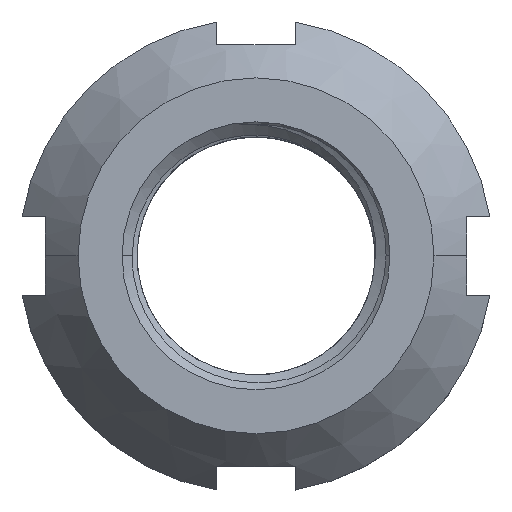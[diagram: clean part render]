
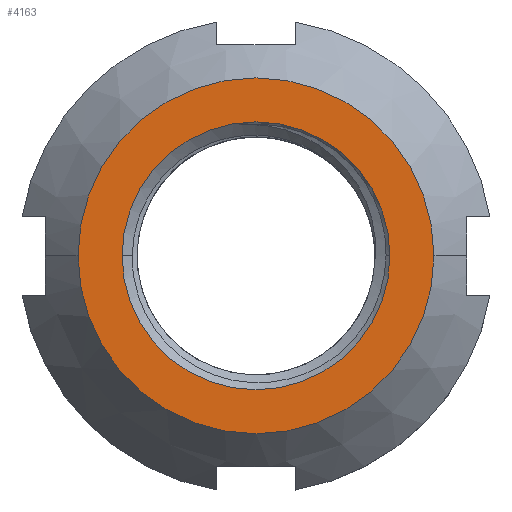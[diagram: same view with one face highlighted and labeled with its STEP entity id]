
A CAD part, top view. The second image highlights one B-rep face of the part: STEP entity #4163.
In plain terms, the highlighted planar face has unit normal (0, 0, 1).
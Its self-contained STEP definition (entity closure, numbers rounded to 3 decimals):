
#46 = CIRCLE ( 'NONE', #1286, 5.081 ) ;
#47 = VERTEX_POINT ( 'NONE', #2791 ) ;
#178 = FACE_BOUND ( 'NONE', #1461, .T. ) ;
#354 = DIRECTION ( 'NONE',  ( 0., 0., -1. ) ) ;
#427 = EDGE_CURVE ( 'NONE', #4360, #5119, #2024, .T. ) ;
#453 = CARTESIAN_POINT ( 'NONE',  ( 0., 5., 0. ) ) ;
#724 = DIRECTION ( 'NONE',  ( 1., 0., 0. ) ) ;
#736 = EDGE_CURVE ( 'NONE', #5119, #4360, #1329, .T. ) ;
#738 = DIRECTION ( 'NONE',  ( 0., 0., -1. ) ) ;
#762 = VERTEX_POINT ( 'NONE', #955 ) ;
#928 = CARTESIAN_POINT ( 'NONE',  ( -6.75, 0., 0. ) ) ;
#942 = AXIS2_PLACEMENT_3D ( 'NONE', #4972, #2557, #2989 ) ;
#955 = CARTESIAN_POINT ( 'NONE',  ( 5.081, 0., 0. ) ) ;
#1286 = AXIS2_PLACEMENT_3D ( 'NONE', #5187, #354, #4398 ) ;
#1329 = CIRCLE ( 'NONE', #942, 6.75 ) ;
#1461 = EDGE_LOOP ( 'NONE', ( #2158, #4655 ) ) ;
#1593 = CARTESIAN_POINT ( 'NONE',  ( 0., 0., 0. ) ) ;
#1702 = EDGE_CURVE ( 'NONE', #47, #762, #3212, .T. ) ;
#1811 = AXIS2_PLACEMENT_3D ( 'NONE', #1593, #738, #2360 ) ;
#2024 = CIRCLE ( 'NONE', #2545, 6.75 ) ;
#2145 = EDGE_LOOP ( 'NONE', ( #4620, #4892 ) ) ;
#2157 = CARTESIAN_POINT ( 'NONE',  ( 6.75, 0., 0. ) ) ;
#2158 = ORIENTED_EDGE ( 'NONE', *, *, #4943, .T. ) ;
#2324 = CARTESIAN_POINT ( 'NONE',  ( 0., 0., 0. ) ) ;
#2360 = DIRECTION ( 'NONE',  ( -1., 0., 0. ) ) ;
#2545 = AXIS2_PLACEMENT_3D ( 'NONE', #2324, #5172, #724 ) ;
#2557 = DIRECTION ( 'NONE',  ( 0., 0., 1. ) ) ;
#2791 = CARTESIAN_POINT ( 'NONE',  ( -5.081, 0., 0. ) ) ;
#2874 = FACE_OUTER_BOUND ( 'NONE', #2145, .T. ) ;
#2989 = DIRECTION ( 'NONE',  ( 1., 0., 0. ) ) ;
#3176 = AXIS2_PLACEMENT_3D ( 'NONE', #453, #3232, #3671 ) ;
#3212 = CIRCLE ( 'NONE', #1811, 5.081 ) ;
#3232 = DIRECTION ( 'NONE',  ( 0., 0., -1. ) ) ;
#3671 = DIRECTION ( 'NONE',  ( -1., 0., 0. ) ) ;
#4163 = ADVANCED_FACE ( 'NONE', ( #178, #2874 ), #4854, .F. ) ;
#4360 = VERTEX_POINT ( 'NONE', #2157 ) ;
#4398 = DIRECTION ( 'NONE',  ( -1., 0., 0. ) ) ;
#4620 = ORIENTED_EDGE ( 'NONE', *, *, #736, .T. ) ;
#4655 = ORIENTED_EDGE ( 'NONE', *, *, #1702, .T. ) ;
#4854 = PLANE ( 'NONE',  #3176 ) ;
#4892 = ORIENTED_EDGE ( 'NONE', *, *, #427, .T. ) ;
#4943 = EDGE_CURVE ( 'NONE', #762, #47, #46, .T. ) ;
#4972 = CARTESIAN_POINT ( 'NONE',  ( 0., 0., 0. ) ) ;
#5119 = VERTEX_POINT ( 'NONE', #928 ) ;
#5172 = DIRECTION ( 'NONE',  ( 0., 0., 1. ) ) ;
#5187 = CARTESIAN_POINT ( 'NONE',  ( 0., 0., 0. ) ) ;
